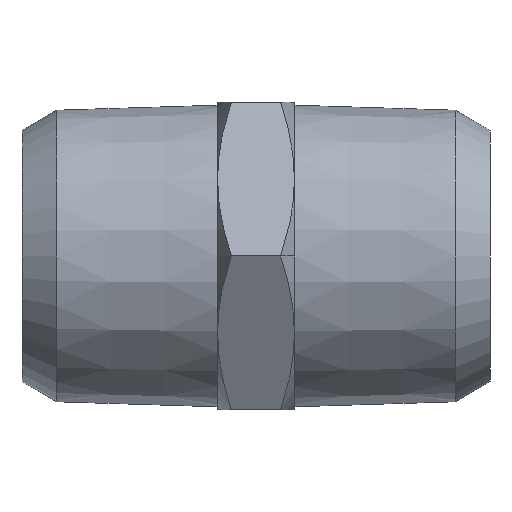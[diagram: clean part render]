
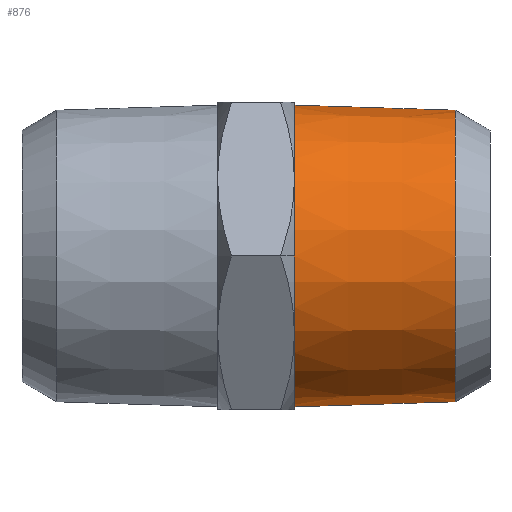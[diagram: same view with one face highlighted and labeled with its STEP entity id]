
A CAD part, left-side view. The second image highlights one B-rep face of the part: STEP entity #876.
In plain terms, the highlighted conical face has half-angle 1.79 degrees and reference radius 16.192 mm.
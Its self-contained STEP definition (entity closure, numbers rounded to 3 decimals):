
#72 = CARTESIAN_POINT ( 'NONE',  ( 0., 12.625, 16.192 ) ) ;
#86 = DIRECTION ( 'NONE',  ( 0., 1., 0. ) ) ;
#131 = ORIENTED_EDGE ( 'NONE', *, *, #372, .T. ) ;
#177 = VERTEX_POINT ( 'NONE', #917 ) ;
#184 = ORIENTED_EDGE ( 'NONE', *, *, #642, .T. ) ;
#246 = VERTEX_POINT ( 'NONE', #332 ) ;
#251 = VERTEX_POINT ( 'NONE', #739 ) ;
#271 = CARTESIAN_POINT ( 'NONE',  ( 0., -4.647, -15.652 ) ) ;
#293 = ORIENTED_EDGE ( 'NONE', *, *, #774, .T. ) ;
#332 = CARTESIAN_POINT ( 'NONE',  ( 0., 12.625, -16.192 ) ) ;
#372 = EDGE_CURVE ( 'NONE', #251, #246, #1074, .T. ) ;
#393 = VECTOR ( 'NONE', #452, 1000. ) ;
#452 = DIRECTION ( 'NONE',  ( 0., 1., -0.031 ) ) ;
#493 = DIRECTION ( 'NONE',  ( 0., 1., 0.031 ) ) ;
#516 = DIRECTION ( 'NONE',  ( 0., 0., 1. ) ) ;
#535 = CONICAL_SURFACE ( 'NONE', #801, 16.192, 0.031 ) ;
#555 = EDGE_CURVE ( 'NONE', #949, #246, #823, .T. ) ;
#571 = EDGE_LOOP ( 'NONE', ( #293, #184, #131, #1014 ) ) ;
#613 = CIRCLE ( 'NONE', #821, 15.653 ) ;
#628 = AXIS2_PLACEMENT_3D ( 'NONE', #1000, #840, #1006 ) ;
#642 = EDGE_CURVE ( 'NONE', #177, #251, #912, .T. ) ;
#661 = FACE_OUTER_BOUND ( 'NONE', #571, .T. ) ;
#676 = CARTESIAN_POINT ( 'NONE',  ( 0., 12.625, 0. ) ) ;
#705 = CARTESIAN_POINT ( 'NONE',  ( 0., 12.625, -16.192 ) ) ;
#739 = CARTESIAN_POINT ( 'NONE',  ( 0., 12.625, 16.192 ) ) ;
#774 = EDGE_CURVE ( 'NONE', #949, #177, #613, .T. ) ;
#801 = AXIS2_PLACEMENT_3D ( 'NONE', #676, #829, #1028 ) ;
#821 = AXIS2_PLACEMENT_3D ( 'NONE', #1018, #86, #516 ) ;
#823 = LINE ( 'NONE', #705, #393 ) ;
#829 = DIRECTION ( 'NONE',  ( 0., 1., 0. ) ) ;
#840 = DIRECTION ( 'NONE',  ( 0., -1., 0. ) ) ;
#876 = ADVANCED_FACE ( 'NONE', ( #661 ), #535, .T. ) ;
#912 = LINE ( 'NONE', #72, #1076 ) ;
#917 = CARTESIAN_POINT ( 'NONE',  ( 0., -4.647, 15.653 ) ) ;
#949 = VERTEX_POINT ( 'NONE', #271 ) ;
#1000 = CARTESIAN_POINT ( 'NONE',  ( 0., 12.625, 0. ) ) ;
#1006 = DIRECTION ( 'NONE',  ( 0., 0., -1. ) ) ;
#1014 = ORIENTED_EDGE ( 'NONE', *, *, #555, .F. ) ;
#1018 = CARTESIAN_POINT ( 'NONE',  ( 0., -4.647, 0. ) ) ;
#1028 = DIRECTION ( 'NONE',  ( 0., 0., -1. ) ) ;
#1074 = CIRCLE ( 'NONE', #628, 16.192 ) ;
#1076 = VECTOR ( 'NONE', #493, 1000. ) ;
